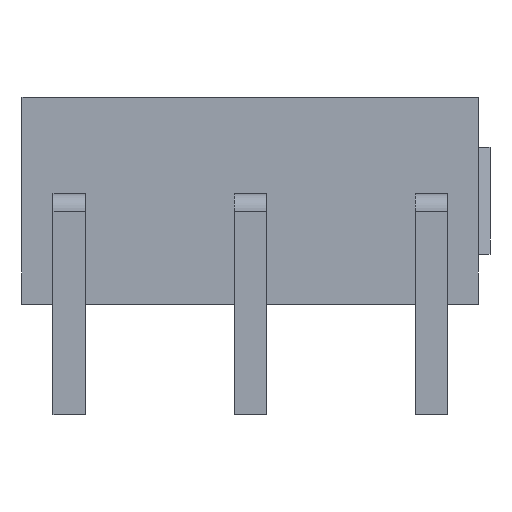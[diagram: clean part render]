
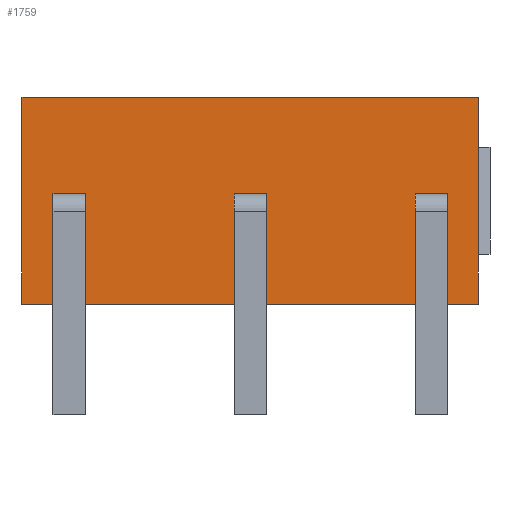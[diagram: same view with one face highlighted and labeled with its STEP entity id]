
A CAD part, front view. The second image highlights one B-rep face of the part: STEP entity #1759.
In plain terms, the highlighted planar face has unit normal (0, -1, 0).
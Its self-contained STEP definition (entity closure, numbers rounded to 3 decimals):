
#41 = VERTEX_POINT ( 'NONE', #453 ) ;
#46 = EDGE_CURVE ( 'NONE', #624, #1472, #473, .T. ) ;
#56 = EDGE_CURVE ( 'NONE', #1807, #624, #577, .T. ) ;
#61 = VERTEX_POINT ( 'NONE', #589 ) ;
#74 = ORIENTED_EDGE ( 'NONE', *, *, #512, .T. ) ;
#92 = VERTEX_POINT ( 'NONE', #796 ) ;
#103 = VERTEX_POINT ( 'NONE', #946 ) ;
#123 = VERTEX_POINT ( 'NONE', #1046 ) ;
#126 = VERTEX_POINT ( 'NONE', #1056 ) ;
#129 = ORIENTED_EDGE ( 'NONE', *, *, #510, .T. ) ;
#135 = ORIENTED_EDGE ( 'NONE', *, *, #194, .T. ) ;
#143 = VERTEX_POINT ( 'NONE', #1193 ) ;
#154 = EDGE_CURVE ( 'NONE', #1041, #41, #1262, .T. ) ;
#168 = ORIENTED_EDGE ( 'NONE', *, *, #56, .F. ) ;
#177 = EDGE_CURVE ( 'NONE', #126, #61, #809, .T. ) ;
#190 = EDGE_CURVE ( 'NONE', #41, #61, #880, .T. ) ;
#193 = ORIENTED_EDGE ( 'NONE', *, *, #1781, .F. ) ;
#194 = EDGE_CURVE ( 'NONE', #92, #103, #897, .T. ) ;
#200 = EDGE_CURVE ( 'NONE', #143, #1472, #243, .T. ) ;
#207 = VERTEX_POINT ( 'NONE', #290 ) ;
#214 = ORIENTED_EDGE ( 'NONE', *, *, #190, .T. ) ;
#224 = VERTEX_POINT ( 'NONE', #316 ) ;
#234 = ORIENTED_EDGE ( 'NONE', *, *, #1811, .F. ) ;
#243 = LINE ( 'NONE', #244, #245 ) ;
#244 = CARTESIAN_POINT ( 'NONE',  ( -9.65, -1.5, -2.9 ) ) ;
#245 = VECTOR ( 'NONE', #246, 1000. ) ;
#246 = DIRECTION ( 'NONE',  ( 1., 0., 0. ) ) ;
#290 = CARTESIAN_POINT ( 'NONE',  ( -2.8, -1.5, 0.2 ) ) ;
#316 = CARTESIAN_POINT ( 'NONE',  ( -2.8, -1.5, -0.2 ) ) ;
#346 = EDGE_LOOP ( 'NONE', ( #193, #1822, #129, #1827 ) ) ;
#420 = EDGE_CURVE ( 'NONE', #207, #1747, #491, .T. ) ;
#437 = LINE ( 'NONE', #438, #443 ) ;
#438 = CARTESIAN_POINT ( 'NONE',  ( -2.8, -1.5, 0.2 ) ) ;
#443 = VECTOR ( 'NONE', #444, 1000. ) ;
#444 = DIRECTION ( 'NONE',  ( 0., 0., 1. ) ) ;
#453 = CARTESIAN_POINT ( 'NONE',  ( 1.38, -1.5, -0.2 ) ) ;
#461 = ORIENTED_EDGE ( 'NONE', *, *, #1114, .T. ) ;
#473 = LINE ( 'NONE', #474, #475 ) ;
#474 = CARTESIAN_POINT ( 'NONE',  ( 3.15, -1.5, 2.9 ) ) ;
#475 = VECTOR ( 'NONE', #476, 1000. ) ;
#476 = DIRECTION ( 'NONE',  ( 0., 0., -1. ) ) ;
#491 = LINE ( 'NONE', #492, #493 ) ;
#492 = CARTESIAN_POINT ( 'NONE',  ( -2.8, -1.5, 0.2 ) ) ;
#493 = VECTOR ( 'NONE', #494, 1000. ) ;
#494 = DIRECTION ( 'NONE',  ( -1., 0., 0. ) ) ;
#506 = EDGE_CURVE ( 'NONE', #1041, #126, #531, .T. ) ;
#510 = EDGE_CURVE ( 'NONE', #1753, #1747, #544, .T. ) ;
#512 = EDGE_CURVE ( 'NONE', #103, #123, #557, .T. ) ;
#531 = LINE ( 'NONE', #532, #533 ) ;
#532 = CARTESIAN_POINT ( 'NONE',  ( 2.28, -1.5, 0.2 ) ) ;
#533 = VECTOR ( 'NONE', #534, 1000. ) ;
#534 = DIRECTION ( 'NONE',  ( 0., 0., 1. ) ) ;
#544 = LINE ( 'NONE', #545, #546 ) ;
#545 = CARTESIAN_POINT ( 'NONE',  ( -3.7, -1.5, 0.2 ) ) ;
#546 = VECTOR ( 'NONE', #551, 1000. ) ;
#551 = DIRECTION ( 'NONE',  ( 0., 0., 1. ) ) ;
#557 = LINE ( 'NONE', #558, #559 ) ;
#558 = CARTESIAN_POINT ( 'NONE',  ( -8.78, -1.5, 0.2 ) ) ;
#559 = VECTOR ( 'NONE', #560, 1000. ) ;
#560 = DIRECTION ( 'NONE',  ( 0., 0., 1. ) ) ;
#577 = LINE ( 'NONE', #578, #579 ) ;
#578 = CARTESIAN_POINT ( 'NONE',  ( -9.65, -1.5, 2.9 ) ) ;
#579 = VECTOR ( 'NONE', #580, 1000. ) ;
#580 = DIRECTION ( 'NONE',  ( 1., 0., 0. ) ) ;
#589 = CARTESIAN_POINT ( 'NONE',  ( 1.38, -1.5, 0.2 ) ) ;
#624 = VERTEX_POINT ( 'NONE', #635 ) ;
#635 = CARTESIAN_POINT ( 'NONE',  ( 3.15, -1.5, 2.9 ) ) ;
#669 = LINE ( 'NONE', #670, #671 ) ;
#670 = CARTESIAN_POINT ( 'NONE',  ( -2.8, -1.5, -0.2 ) ) ;
#671 = VECTOR ( 'NONE', #672, 1000. ) ;
#672 = DIRECTION ( 'NONE',  ( -1., 0., 0. ) ) ;
#716 = EDGE_CURVE ( 'NONE', #224, #1753, #669, .T. ) ;
#743 = CARTESIAN_POINT ( 'NONE',  ( -3.7, -1.5, 0.2 ) ) ;
#796 = CARTESIAN_POINT ( 'NONE',  ( -7.88, -1.5, -0.2 ) ) ;
#809 = LINE ( 'NONE', #810, #813 ) ;
#810 = CARTESIAN_POINT ( 'NONE',  ( 2.28, -1.5, 0.2 ) ) ;
#813 = VECTOR ( 'NONE', #814, 1000. ) ;
#814 = DIRECTION ( 'NONE',  ( -1., 0., 0. ) ) ;
#820 = CARTESIAN_POINT ( 'NONE',  ( -3.7, -1.5, -0.2 ) ) ;
#825 = CARTESIAN_POINT ( 'NONE',  ( 2.28, -1.5, -0.2 ) ) ;
#844 = FACE_BOUND ( 'NONE', #346, .T. ) ;
#847 = FACE_OUTER_BOUND ( 'NONE', #1377, .T. ) ;
#848 = FACE_BOUND ( 'NONE', #1783, .T. ) ;
#849 = FACE_BOUND ( 'NONE', #1791, .T. ) ;
#850 = PLANE ( 'NONE',  #851 ) ;
#851 = AXIS2_PLACEMENT_3D ( 'NONE', #852, #853, #854 ) ;
#852 = CARTESIAN_POINT ( 'NONE',  ( -9.65, -1.5, 2.9 ) ) ;
#853 = DIRECTION ( 'NONE',  ( 0., 1., 0. ) ) ;
#854 = DIRECTION ( 'NONE',  ( -1., 0., 0. ) ) ;
#880 = LINE ( 'NONE', #883, #884 ) ;
#883 = CARTESIAN_POINT ( 'NONE',  ( 1.38, -1.5, 0.2 ) ) ;
#884 = VECTOR ( 'NONE', #885, 1000. ) ;
#885 = DIRECTION ( 'NONE',  ( 0., 0., 1. ) ) ;
#897 = LINE ( 'NONE', #898, #900 ) ;
#898 = CARTESIAN_POINT ( 'NONE',  ( -7.88, -1.5, -0.2 ) ) ;
#899 = ORIENTED_EDGE ( 'NONE', *, *, #1342, .F. ) ;
#900 = VECTOR ( 'NONE', #901, 1000. ) ;
#901 = DIRECTION ( 'NONE',  ( -1., 0., 0. ) ) ;
#903 = LINE ( 'NONE', #904, #905 ) ;
#904 = CARTESIAN_POINT ( 'NONE',  ( -9.65, -1.5, 2.9 ) ) ;
#905 = VECTOR ( 'NONE', #906, 1000. ) ;
#906 = DIRECTION ( 'NONE',  ( 0., 0., -1. ) ) ;
#928 = CARTESIAN_POINT ( 'NONE',  ( -9.65, -1.5, 2.9 ) ) ;
#938 = LINE ( 'NONE', #939, #940 ) ;
#939 = CARTESIAN_POINT ( 'NONE',  ( -7.88, -1.5, 0.2 ) ) ;
#940 = VECTOR ( 'NONE', #941, 1000. ) ;
#941 = DIRECTION ( 'NONE',  ( 0., 0., 1. ) ) ;
#946 = CARTESIAN_POINT ( 'NONE',  ( -8.78, -1.5, -0.2 ) ) ;
#998 = LINE ( 'NONE', #999, #1000 ) ;
#999 = CARTESIAN_POINT ( 'NONE',  ( -7.88, -1.5, 0.2 ) ) ;
#1000 = VECTOR ( 'NONE', #1001, 1000. ) ;
#1001 = DIRECTION ( 'NONE',  ( -1., 0., 0. ) ) ;
#1041 = VERTEX_POINT ( 'NONE', #825 ) ;
#1046 = CARTESIAN_POINT ( 'NONE',  ( -8.78, -1.5, 0.2 ) ) ;
#1051 = CARTESIAN_POINT ( 'NONE',  ( 3.15, -1.5, -2.9 ) ) ;
#1056 = CARTESIAN_POINT ( 'NONE',  ( 2.28, -1.5, 0.2 ) ) ;
#1114 = EDGE_CURVE ( 'NONE', #1807, #143, #903, .T. ) ;
#1158 = CARTESIAN_POINT ( 'NONE',  ( -7.88, -1.5, 0.2 ) ) ;
#1193 = CARTESIAN_POINT ( 'NONE',  ( -9.65, -1.5, -2.9 ) ) ;
#1238 = ORIENTED_EDGE ( 'NONE', *, *, #46, .F. ) ;
#1262 = LINE ( 'NONE', #1263, #1264 ) ;
#1263 = CARTESIAN_POINT ( 'NONE',  ( 2.28, -1.5, -0.2 ) ) ;
#1264 = VECTOR ( 'NONE', #1265, 1000. ) ;
#1265 = DIRECTION ( 'NONE',  ( -1., 0., 0. ) ) ;
#1341 = ORIENTED_EDGE ( 'NONE', *, *, #177, .F. ) ;
#1342 = EDGE_CURVE ( 'NONE', #1698, #123, #998, .T. ) ;
#1377 = EDGE_LOOP ( 'NONE', ( #1848, #1238, #168, #461 ) ) ;
#1472 = VERTEX_POINT ( 'NONE', #1051 ) ;
#1698 = VERTEX_POINT ( 'NONE', #1158 ) ;
#1747 = VERTEX_POINT ( 'NONE', #743 ) ;
#1753 = VERTEX_POINT ( 'NONE', #820 ) ;
#1757 = ORIENTED_EDGE ( 'NONE', *, *, #154, .T. ) ;
#1759 = ADVANCED_FACE ( 'NONE', ( #844, #847, #848, #849 ), #850, .F. ) ;
#1773 = ORIENTED_EDGE ( 'NONE', *, *, #506, .F. ) ;
#1781 = EDGE_CURVE ( 'NONE', #224, #207, #437, .T. ) ;
#1783 = EDGE_LOOP ( 'NONE', ( #1773, #1757, #214, #1341 ) ) ;
#1791 = EDGE_LOOP ( 'NONE', ( #234, #135, #74, #899 ) ) ;
#1807 = VERTEX_POINT ( 'NONE', #928 ) ;
#1811 = EDGE_CURVE ( 'NONE', #92, #1698, #938, .T. ) ;
#1822 = ORIENTED_EDGE ( 'NONE', *, *, #716, .T. ) ;
#1827 = ORIENTED_EDGE ( 'NONE', *, *, #420, .F. ) ;
#1848 = ORIENTED_EDGE ( 'NONE', *, *, #200, .T. ) ;
